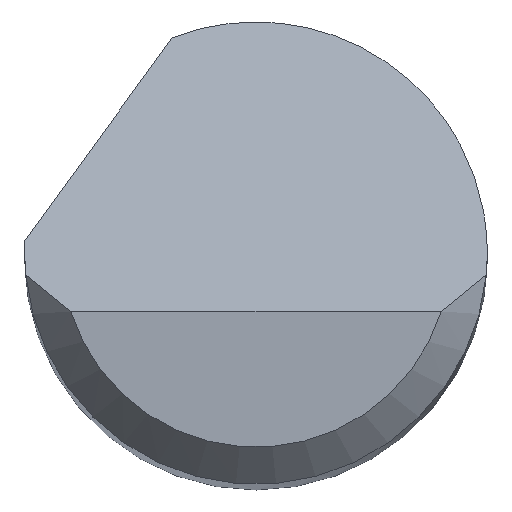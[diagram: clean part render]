
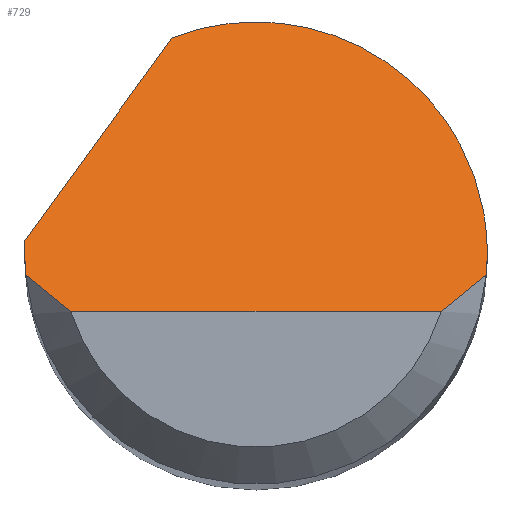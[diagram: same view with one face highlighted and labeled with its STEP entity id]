
A CAD part, top view. The second image highlights one B-rep face of the part: STEP entity #729.
In plain terms, the highlighted planar face has unit normal (0, 0.707, 0.707).
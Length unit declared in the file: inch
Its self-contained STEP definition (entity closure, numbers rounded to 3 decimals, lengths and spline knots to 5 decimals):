
#18 = CARTESIAN_POINT ( 'NONE',  ( -0.09375, -0.00292, 1.97917 ) ) ;
#27 = CARTESIAN_POINT ( 'NONE',  ( 0.09361, -0.00584, 1.98209 ) ) ;
#33 = VERTEX_POINT ( 'NONE', #357 ) ;
#39 = CARTESIAN_POINT ( 'NONE',  ( 0., -0.02375, 2. ) ) ;
#41 = EDGE_LOOP ( 'NONE', ( #727, #902, #1098, #1215, #845, #448, #427, #815 ) ) ;
#59 = VERTEX_POINT ( 'NONE', #447 ) ;
#84 =( BOUNDED_CURVE ( )  B_SPLINE_CURVE ( 3, ( #366, #480, #864, #1135 ),
 .UNSPECIFIED., .F., .T. ) 
 B_SPLINE_CURVE_WITH_KNOTS ( ( 4, 4 ),
 ( 4.71239, 4.76575 ),
 .UNSPECIFIED. ) 
 CURVE ( )  GEOMETRIC_REPRESENTATION_ITEM ( )  RATIONAL_B_SPLINE_CURVE ( ( 1., 1., 1., 1. ) ) 
 REPRESENTATION_ITEM ( '' )  );
#93 = CARTESIAN_POINT ( 'NONE',  ( -0.09334, -0.00875, 1.985 ) ) ;
#108 = CARTESIAN_POINT ( 'NONE',  ( -0.09334, -0.00875, 1.985 ) ) ;
#147 = CARTESIAN_POINT ( 'NONE',  ( 0.09375, 0., 1.97625 ) ) ;
#163 = CARTESIAN_POINT ( 'NONE',  ( 0.07508, -0.02375, 2. ) ) ;
#177 = DIRECTION ( 'NONE',  ( 0., 0.707, -0.707 ) ) ;
#186 = CARTESIAN_POINT ( 'NONE',  ( -0.07508, -0.02375, 2. ) ) ;
#211 = VERTEX_POINT ( 'NONE', #93 ) ;
#217 = CARTESIAN_POINT ( 'NONE',  ( -0.09361, -0.00584, 1.98209 ) ) ;
#290 = PLANE ( 'NONE',  #516 ) ;
#293 = EDGE_CURVE ( 'NONE', #653, #33, #84, .T. ) ;
#295 = CARTESIAN_POINT ( 'NONE',  ( 0.09334, -0.00875, 1.985 ) ) ;
#297 = CARTESIAN_POINT ( 'NONE',  ( 0.09375, -0.00292, 1.97917 ) ) ;
#305 = CARTESIAN_POINT ( 'NONE',  ( -0.09334, -0.00875, 1.985 ) ) ;
#309 = B_SPLINE_CURVE_WITH_KNOTS ( 'NONE', 3,
 ( #108, #490, #771, #186 ),
 .UNSPECIFIED., .F., .F.,
 ( 4, 4 ),
 ( 0., 0.00071 ),
 .UNSPECIFIED. ) ;
#317 = VECTOR ( 'NONE', #1044, 39.37008 ) ;
#357 = CARTESIAN_POINT ( 'NONE',  ( -0.09362, 0.005, 1.97125 ) ) ;
#366 = CARTESIAN_POINT ( 'NONE',  ( -0.09375, 0., 1.97625 ) ) ;
#370 = VERTEX_POINT ( 'NONE', #493 ) ;
#382 = B_SPLINE_CURVE_WITH_KNOTS ( 'NONE', 3,
 ( #163, #1023, #931, #1204 ),
 .UNSPECIFIED., .F., .F.,
 ( 4, 4 ),
 ( 0., 0.00071 ),
 .UNSPECIFIED. ) ;
#385 = EDGE_CURVE ( 'NONE', #370, #432, #601, .T. ) ;
#417 = CARTESIAN_POINT ( 'NONE',  ( 0.09375, 0., 1.97625 ) ) ;
#427 = ORIENTED_EDGE ( 'NONE', *, *, #504, .F. ) ;
#432 = VERTEX_POINT ( 'NONE', #615 ) ;
#447 = CARTESIAN_POINT ( 'NONE',  ( 0.09375, 0., 1.97625 ) ) ;
#448 = ORIENTED_EDGE ( 'NONE', *, *, #293, .F. ) ;
#480 = CARTESIAN_POINT ( 'NONE',  ( -0.09375, 0.00167, 1.97458 ) ) ;
#488 = LINE ( 'NONE', #654, #317 ) ;
#490 = CARTESIAN_POINT ( 'NONE',  ( -0.08761, -0.01397, 1.99022 ) ) ;
#493 = CARTESIAN_POINT ( 'NONE',  ( -0.07508, -0.02375, 2. ) ) ;
#504 = EDGE_CURVE ( 'NONE', #211, #653, #633, .T. ) ;
#505 = VERTEX_POINT ( 'NONE', #876 ) ;
#516 = AXIS2_PLACEMENT_3D ( 'NONE', #851, #859, #177 ) ;
#527 = CARTESIAN_POINT ( 'NONE',  ( 0.03379, 0.11369, 1.86256 ) ) ;
#533 = EDGE_CURVE ( 'NONE', #505, #59, #728, .T. ) ;
#542 = CARTESIAN_POINT ( 'NONE',  ( -0.03394, 0.08739, 1.88886 ) ) ;
#593 = CARTESIAN_POINT ( 'NONE',  ( -0.09375, 0., 1.97625 ) ) ;
#601 = LINE ( 'NONE', #39, #721 ) ;
#615 = CARTESIAN_POINT ( 'NONE',  ( 0.07508, -0.02375, 2. ) ) ;
#633 =( BOUNDED_CURVE ( )  B_SPLINE_CURVE ( 3, ( #305, #217, #18, #593 ),
 .UNSPECIFIED., .F., .T. ) 
 B_SPLINE_CURVE_WITH_KNOTS ( ( 4, 4 ),
 ( 4.61892, 4.71239 ),
 .UNSPECIFIED. ) 
 CURVE ( )  GEOMETRIC_REPRESENTATION_ITEM ( )  RATIONAL_B_SPLINE_CURVE ( ( 1., 0.999, 0.999, 1. ) ) 
 REPRESENTATION_ITEM ( '' )  );
#653 = VERTEX_POINT ( 'NONE', #1177 ) ;
#654 = CARTESIAN_POINT ( 'NONE',  ( -0.11014, -0.01781, 1.99406 ) ) ;
#721 = VECTOR ( 'NONE', #1142, 39.37008 ) ;
#727 = ORIENTED_EDGE ( 'NONE', *, *, #385, .T. ) ;
#728 =( BOUNDED_CURVE ( )  B_SPLINE_CURVE ( 3, ( #542, #527, #742, #147 ),
 .UNSPECIFIED., .F., .T. ) 
 B_SPLINE_CURVE_WITH_KNOTS ( ( 4, 4 ),
 ( 5.91277, 7.85398 ),
 .UNSPECIFIED. ) 
 CURVE ( )  GEOMETRIC_REPRESENTATION_ITEM ( )  RATIONAL_B_SPLINE_CURVE ( ( 1., 0.71, 0.71, 1. ) ) 
 REPRESENTATION_ITEM ( '' )  );
#729 = ADVANCED_FACE ( 'NONE', ( #1133 ), #290, .F. ) ;
#742 = CARTESIAN_POINT ( 'NONE',  ( 0.09375, 0.07266, 1.90359 ) ) ;
#771 = CARTESIAN_POINT ( 'NONE',  ( -0.08157, -0.019, 1.99525 ) ) ;
#790 = CARTESIAN_POINT ( 'NONE',  ( 0.09334, -0.00875, 1.985 ) ) ;
#797 = EDGE_CURVE ( 'NONE', #432, #1090, #382, .T. ) ;
#815 = ORIENTED_EDGE ( 'NONE', *, *, #1006, .T. ) ;
#845 = ORIENTED_EDGE ( 'NONE', *, *, #1092, .F. ) ;
#851 = CARTESIAN_POINT ( 'NONE',  ( -0.09375, -0.02375, 2. ) ) ;
#859 = DIRECTION ( 'NONE',  ( 0., -0.707, -0.707 ) ) ;
#864 = CARTESIAN_POINT ( 'NONE',  ( -0.09371, 0.00333, 1.97292 ) ) ;
#869 = EDGE_CURVE ( 'NONE', #59, #1090, #1184, .T. ) ;
#876 = CARTESIAN_POINT ( 'NONE',  ( -0.03394, 0.08739, 1.88886 ) ) ;
#902 = ORIENTED_EDGE ( 'NONE', *, *, #797, .T. ) ;
#931 = CARTESIAN_POINT ( 'NONE',  ( 0.08761, -0.01397, 1.99022 ) ) ;
#1006 = EDGE_CURVE ( 'NONE', #211, #370, #309, .T. ) ;
#1023 = CARTESIAN_POINT ( 'NONE',  ( 0.08157, -0.019, 1.99525 ) ) ;
#1044 = DIRECTION ( 'NONE',  ( 0.456, 0.629, -0.629 ) ) ;
#1090 = VERTEX_POINT ( 'NONE', #295 ) ;
#1092 = EDGE_CURVE ( 'NONE', #33, #505, #488, .T. ) ;
#1098 = ORIENTED_EDGE ( 'NONE', *, *, #869, .F. ) ;
#1133 = FACE_OUTER_BOUND ( 'NONE', #41, .T. ) ;
#1135 = CARTESIAN_POINT ( 'NONE',  ( -0.09362, 0.005, 1.97125 ) ) ;
#1142 = DIRECTION ( 'NONE',  ( 1., 0., 0. ) ) ;
#1177 = CARTESIAN_POINT ( 'NONE',  ( -0.09375, 0., 1.97625 ) ) ;
#1184 =( BOUNDED_CURVE ( )  B_SPLINE_CURVE ( 3, ( #417, #297, #27, #790 ),
 .UNSPECIFIED., .F., .T. ) 
 B_SPLINE_CURVE_WITH_KNOTS ( ( 4, 4 ),
 ( 1.5708, 1.66427 ),
 .UNSPECIFIED. ) 
 CURVE ( )  GEOMETRIC_REPRESENTATION_ITEM ( )  RATIONAL_B_SPLINE_CURVE ( ( 1., 0.999, 0.999, 1. ) ) 
 REPRESENTATION_ITEM ( '' )  );
#1204 = CARTESIAN_POINT ( 'NONE',  ( 0.09334, -0.00875, 1.985 ) ) ;
#1215 = ORIENTED_EDGE ( 'NONE', *, *, #533, .F. ) ;
